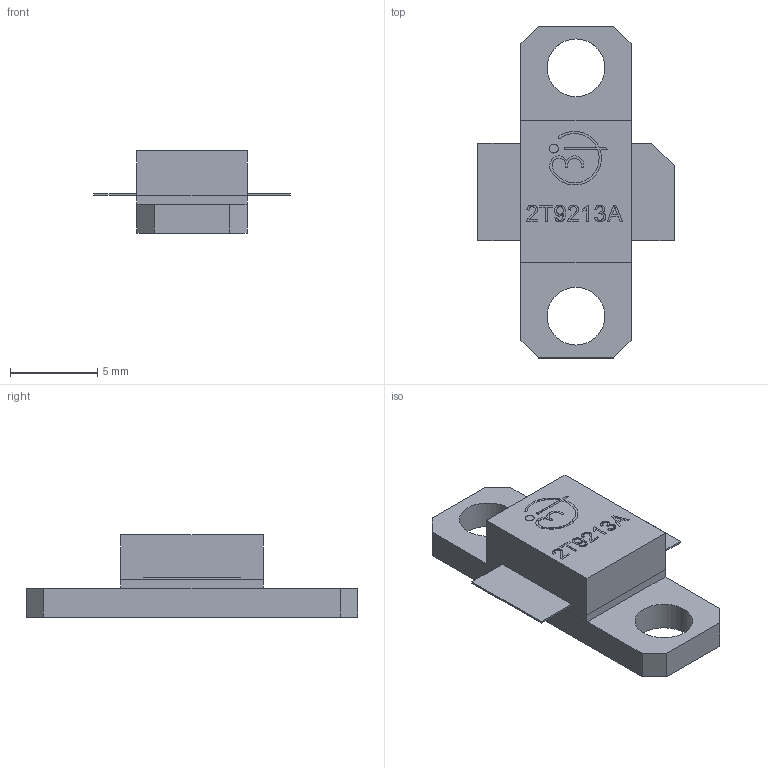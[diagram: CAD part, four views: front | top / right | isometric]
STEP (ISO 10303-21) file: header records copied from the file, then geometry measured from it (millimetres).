
FILE_DESCRIPTION(('STEP AP242'), '1');
FILE_NAME('2Ò9213A', '', ('UNSPECIFIED'), ('UNSPECIFIED'), 'C3D Converter', 'C3D Toolkit', '');
FILE_SCHEMA(('AP242_MANAGED_MODEL_BASED_3D_ENGINEERING_MIM_LF { 1 0 10303 442 1 1 4 }'));
Length unit declared in the file: millimetre
Bounding box: 11.25 x 19 x 4.71 mm (x, y, z)
Volume: 326.6 mm3; surface area: 459.1 mm2
Topology: 1 solids, 1 shells, 228 faces, 613 edges, 398 vertices
Faces by surface type: plane 113, extrusion 98, cylinder 17
Full cylindrical faces by diameter (mm): 0.512 x1, 3.3 x2
Entity records: 9023 total; most frequent: CARTESIAN_POINT 1825, ORIENTED_EDGE 1220, DIRECTION 808, EDGE_CURVE 610, VECTOR 478, VERTEX_POINT 398, LINE 380, B_SPLINE_CURVE_WITH_KNOTS 294
